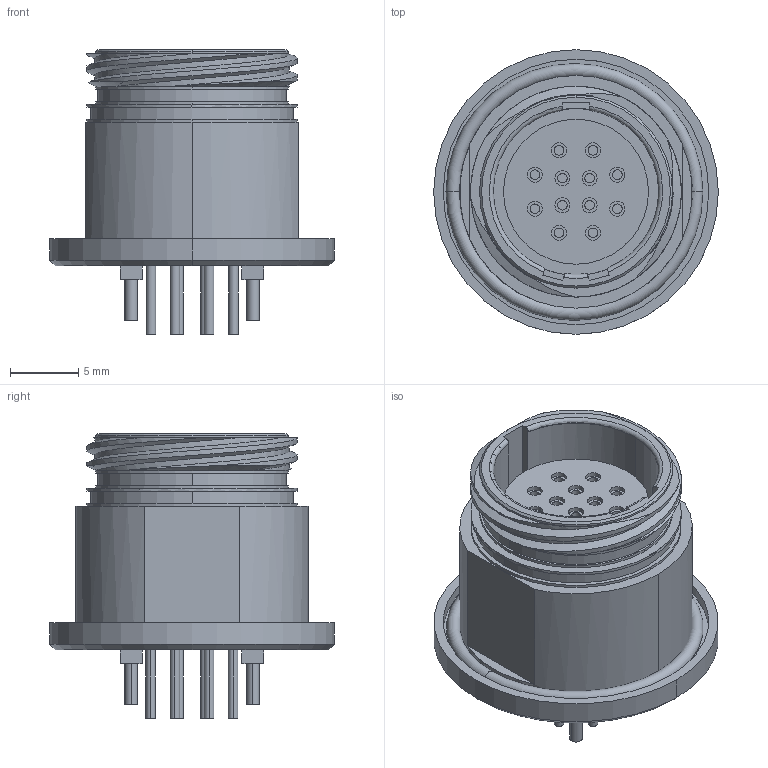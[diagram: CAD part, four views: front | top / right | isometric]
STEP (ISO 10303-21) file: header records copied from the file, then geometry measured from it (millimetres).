
FILE_DESCRIPTION((''),'2;1');
FILE_NAME('LEMO_HEN.2M.312.XLNP_Part1.stp','2014-12-03T12:45:26',(''),(''),'Mechanical Desktop 2011','Mechanical Desktop 2011',', , ');
FILE_SCHEMA(('AUTOMOTIVE_DESIGN { 1 2 10303 214 1 1 1 1 }'));
Length unit declared in the file: millimetre
Products named in the file (1): Product
Bounding box: 20.8 x 20.8 x 20.8 mm (x, y, z)
Volume: 2855.4 mm3; surface area: 4063.6 mm2
Topology: 37 solids, 37 shells, 337 faces, 723 edges, 483 vertices
Faces by surface type: cylinder 172, plane 139, torus 11, bspline 9, cone 6
Entity records: 10416 total; most frequent: CARTESIAN_POINT 2629, DIRECTION 1718, ORIENTED_EDGE 1446, EDGE_CURVE 723, AXIS2_PLACEMENT_3D 718, VERTEX_POINT 483, EDGE_LOOP 414, CIRCLE 389
